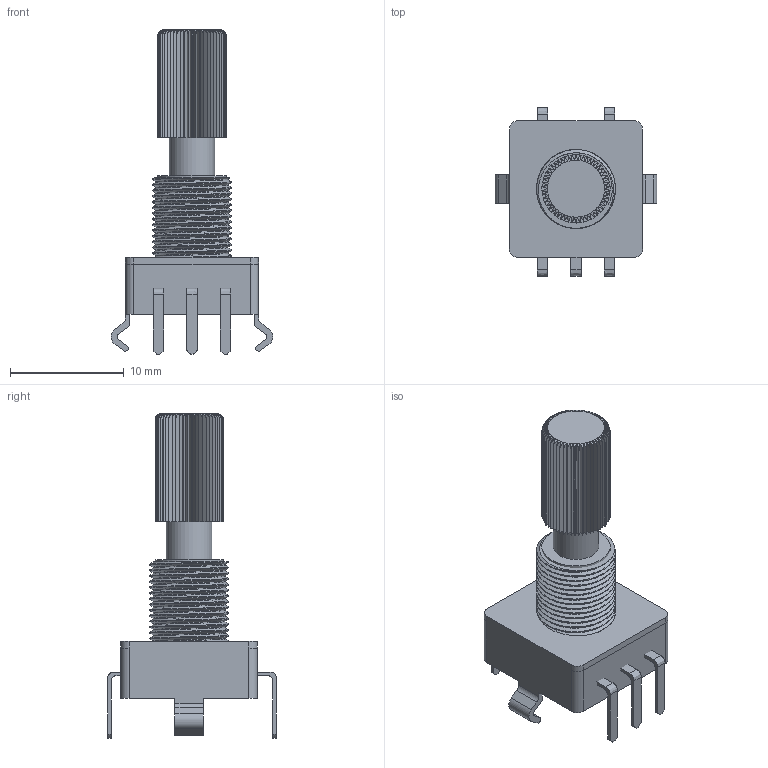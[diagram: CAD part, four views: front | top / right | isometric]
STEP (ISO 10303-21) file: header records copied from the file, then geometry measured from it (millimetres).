
FILE_DESCRIPTION(/* description */ (''),/* implementation_level */ '2;1');
FILE_NAME(/* name */ 'Encoder Single Shaft EC11M 25mm v9.step',/* time_stamp */ '2022-11-23T00:26:09+01:00',/* author */ (''),/* organization */ (''),/* preprocessor_version */ 'ST-DEVELOPER v19.2',/* originating_system */ 'Autodesk Translation Framework v11.17.0.187',/* authorisation */ '');
FILE_SCHEMA (('AUTOMOTIVE_DESIGN { 1 0 10303 214 3 1 1 }'));
Length unit declared in the file: millimetre
Products named in the file (1): Encoder Single Shaft EC11M 25mm
Bounding box: 14.2 x 14.8 x 28.5 mm (x, y, z)
Volume: 1433.3 mm3; surface area: 2395.2 mm2
Topology: 64 solids, 64 shells, 611 faces, 1328 edges, 848 vertices
Faces by surface type: plane 371, torus 108, cylinder 104, bspline 28
Full cylindrical faces by diameter (mm): 4 x1, 6 x1, 6.2 x1, 6.351 x4, 6.927 x8
Entity records: 20186 total; most frequent: CARTESIAN_POINT 7476, ORIENTED_EDGE 2656, DIRECTION 2318, EDGE_CURVE 1328, VERTEX_POINT 848, AXIS2_PLACEMENT_3D 790, LINE 738, VECTOR 738
